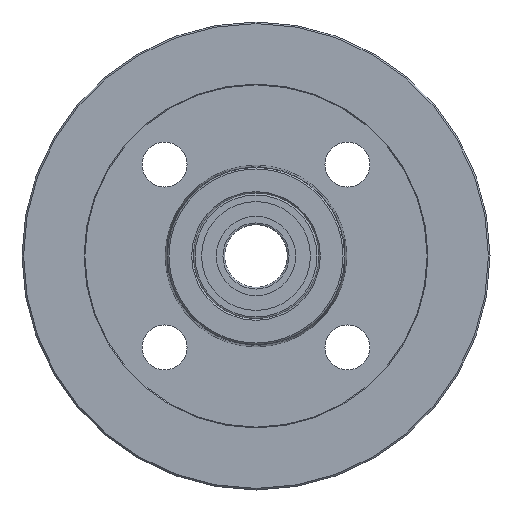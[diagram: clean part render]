
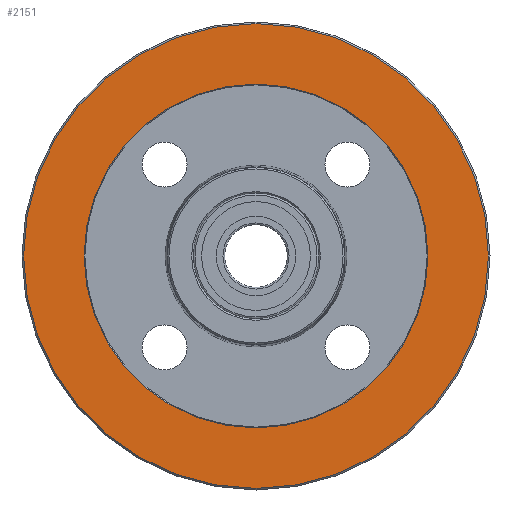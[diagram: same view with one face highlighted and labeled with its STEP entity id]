
A CAD part, left-side view. The second image highlights one B-rep face of the part: STEP entity #2151.
In plain terms, the highlighted planar face has unit normal (-1, 0, 0).
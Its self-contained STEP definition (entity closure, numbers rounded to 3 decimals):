
#35 = FACE_BOUND ( 'NONE', #1914, .T. ) ;
#74 = VERTEX_POINT ( 'NONE', #359 ) ;
#173 = FACE_OUTER_BOUND ( 'NONE', #262, .T. ) ;
#262 = EDGE_LOOP ( 'NONE', ( #2544 ) ) ;
#279 = DIRECTION ( 'NONE',  ( 0., 0., 1. ) ) ;
#359 = CARTESIAN_POINT ( 'NONE',  ( 3.5, 0., 109.65 ) ) ;
#430 = CARTESIAN_POINT ( 'NONE',  ( 3.5, 0., 148.25 ) ) ;
#750 = CARTESIAN_POINT ( 'NONE',  ( 3.5, 57.226, 0. ) ) ;
#786 = CARTESIAN_POINT ( 'NONE',  ( 3.5, 0., 0. ) ) ;
#948 = ORIENTED_EDGE ( 'NONE', *, *, #2152, .T. ) ;
#1365 = DIRECTION ( 'NONE',  ( 0., 0., 1. ) ) ;
#1367 = AXIS2_PLACEMENT_3D ( 'NONE', #750, #1377, #1365 ) ;
#1377 = DIRECTION ( 'NONE',  ( -1., 0., 0. ) ) ;
#1742 = CARTESIAN_POINT ( 'NONE',  ( 3.5, 0., 0. ) ) ;
#1819 = VERTEX_POINT ( 'NONE', #430 ) ;
#1914 = EDGE_LOOP ( 'NONE', ( #948 ) ) ;
#2151 = ADVANCED_FACE ( 'NONE', ( #35, #173 ), #3290, .T. ) ;
#2152 = EDGE_CURVE ( 'NONE', #74, #74, #2971, .T. ) ;
#2540 = EDGE_CURVE ( 'NONE', #1819, #1819, #2799, .T. ) ;
#2544 = ORIENTED_EDGE ( 'NONE', *, *, #2540, .T. ) ;
#2764 = AXIS2_PLACEMENT_3D ( 'NONE', #1742, #3802, #279 ) ;
#2799 = CIRCLE ( 'NONE', #2764, 148.25 ) ;
#2845 = DIRECTION ( 'NONE',  ( 1., 0., 0. ) ) ;
#2971 = CIRCLE ( 'NONE', #2975, 109.65 ) ;
#2975 = AXIS2_PLACEMENT_3D ( 'NONE', #786, #2845, #3077 ) ;
#3077 = DIRECTION ( 'NONE',  ( 0., 0., 1. ) ) ;
#3290 = PLANE ( 'NONE',  #1367 ) ;
#3802 = DIRECTION ( 'NONE',  ( -1., 0., 0. ) ) ;
